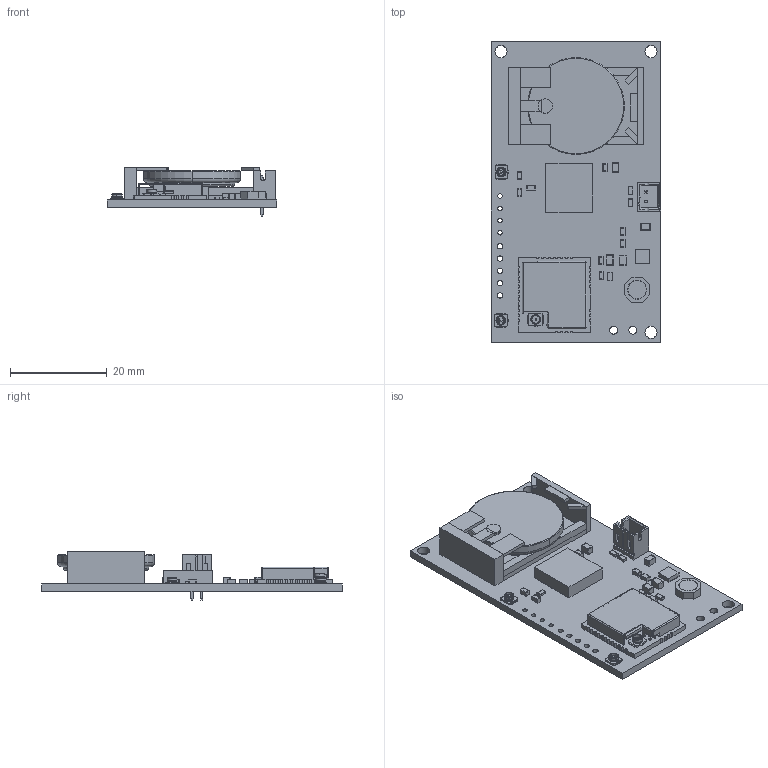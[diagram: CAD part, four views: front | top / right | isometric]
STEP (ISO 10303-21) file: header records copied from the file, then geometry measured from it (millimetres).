
FILE_DESCRIPTION(('Open CASCADE Model'),'2;1');
FILE_NAME('Open CASCADE Shape Model','2022-03-19T00:57:15',('Author'),( 'Open CASCADE'),'Open CASCADE STEP processor 6.8','Open CASCADE 6.8' ,'Unknown');
FILE_SCHEMA(('AUTOMOTIVE_DESIGN { 1 0 10303 214 1 1 1 1 }'));
Length unit declared in the file: millimetre
Products named in the file (204): PCB; Board; Open CASCADE STEP translator 6.8 1.1.1; X1; CircuitWorks-BATT_CR2032; 6517451856; Extruded; 6517450176; 6517449536; 6517449376; 6517449056; 6517448576; 6517448256; 6517447856; 6517447456; 6517447056; 6517446256; XW2; IPX; XW1; R6; 6482559680; Mid_Body; Terminal; Open_CASCADE_STEP_translator_6.8_15.2.1; Mark; X3; B2B-PH-K-S(LF)(SN)--3DModel-STEP-56544; R5; 6482560720; Open_CASCADE_STEP_translator_6.8_12.2.1; R4; R3; R2; 6482559840; R1; 6517452256; L2; 6482573440; L1 ...
Assembly tree (262 placements, depth 6):
  PCB
    Board
      Open CASCADE STEP translator 6.8 1.1.1
    X1
      CircuitWorks-BATT_CR2032
      6517451856
        Extruded
      6517450176  x2
        Extruded
      6517449536
        Extruded
      6517449376
        Extruded
      6517449056
        Extruded
      6517448576
        Extruded
      6517448256
        Extruded
      6517447856
        Extruded
      6517447456  x2
        Extruded
      6517447056  x2
        Extruded
      6517446256
        Extruded
    XW2
      IPX
    XW1
      IPX
    R6
      6482559680
        Mid_Body
        Terminal  x2
          Open_CASCADE_STEP_translator_6.8_15.2.1
        Mark
    X3
      B2B-PH-K-S(LF)(SN)--3DModel-STEP-56544
    R5
      6482560720
        Mid_Body
        Terminal  x2
          Open_CASCADE_STEP_translator_6.8_12.2.1
        Mark
    R4
      6482560720
        Mid_Body
        Terminal  x2
          Open_CASCADE_STEP_translator_6.8_12.2.1
        Mark
    R3
      6482559680
        Mid_Body
        Terminal  x2
          Open_CASCADE_STEP_translator_6.8_15.2.1
        Mark
    R2
      6482559840
        Mid_Body
Bounding box: 35 x 62 x 10.1 mm (x, y, z)
Volume: 6134.2 mm3; surface area: 10139.3 mm2
Topology: 194 solids, 204 shells, 4859 faces, 11850 edges, 7128 vertices
Faces by surface type: plane 2769, cylinder 1243, bspline 637, sphere 172, cone 24, torus 14
Full cylindrical faces by diameter (mm): 0.7 x2, 0.9 x4, 1.1 x5, 1.2 x1, 1.65 x2, 2.5 x3
Entity records: 76439 total; most frequent: CARTESIAN_POINT 18735, ORIENTED_EDGE 10346, DIRECTION 10326, EDGE_CURVE 5175, LINE 4078, VECTOR 4078, VERTEX_POINT 3322, AXIS2_PLACEMENT_3D 3124
